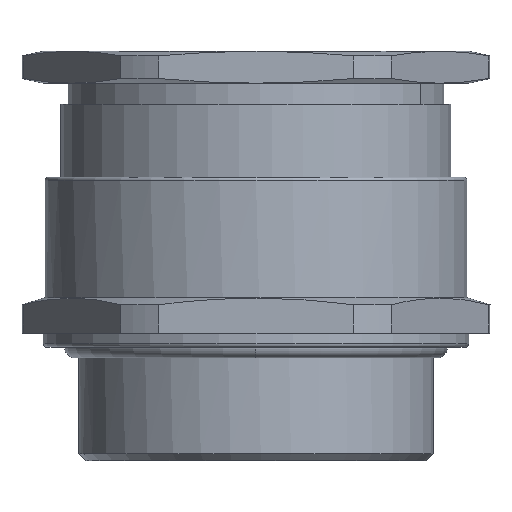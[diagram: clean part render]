
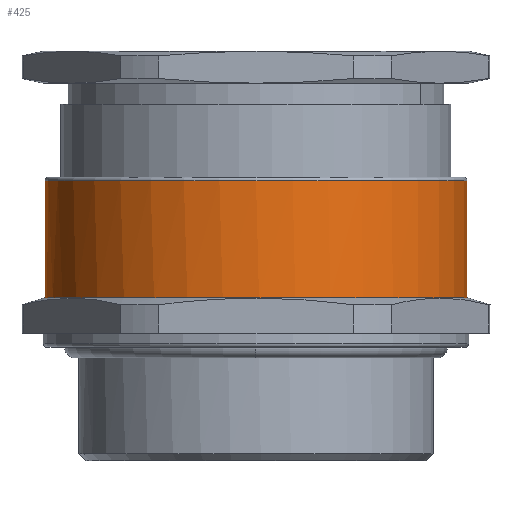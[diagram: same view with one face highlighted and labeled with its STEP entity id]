
A CAD part, left-side view. The second image highlights one B-rep face of the part: STEP entity #425.
In plain terms, the highlighted cylindrical face has radius 29.75 mm (diameter 59.5 mm), a partial arc.
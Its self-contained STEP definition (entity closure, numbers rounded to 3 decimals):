
#303=AXIS2_PLACEMENT_3D('Circle Axis2P3D',#301,#302,$) ;
#404=AXIS2_PLACEMENT_3D('Cylinder Axis2P3D',#401,#402,#403) ;
#408=AXIS2_PLACEMENT_3D('Circle Axis2P3D',#406,#407,$) ;
#415=AXIS2_PLACEMENT_3D('Circle Axis2P3D',#413,#414,$) ;
#257=CARTESIAN_POINT('Vertex',(30.,3.25,39.5)) ;
#281=CARTESIAN_POINT('Vertex',(30.,62.75,39.5)) ;
#301=CARTESIAN_POINT('Axis2P3D Location',(30.,33.,39.5)) ;
#366=CARTESIAN_POINT('Line Origine',(30.,3.25,31.5)) ;
#370=CARTESIAN_POINT('Vertex',(30.,3.25,23.)) ;
#384=CARTESIAN_POINT('Vertex',(30.,62.75,23.)) ;
#387=CARTESIAN_POINT('Line Origine',(30.,62.75,31.5)) ;
#401=CARTESIAN_POINT('Axis2P3D Location',(30.,33.,31.5)) ;
#406=CARTESIAN_POINT('Axis2P3D Location',(30.,33.,23.)) ;
#410=CARTESIAN_POINT('Vertex',(14.521,58.406,23.)) ;
#413=CARTESIAN_POINT('Axis2P3D Location',(30.,33.,23.)) ;
#302=DIRECTION('Axis2P3D Direction',(-0.,0.,-1.)) ;
#367=DIRECTION('Vector Direction',(0.,0.,1.)) ;
#388=DIRECTION('Vector Direction',(0.,0.,1.)) ;
#402=DIRECTION('Axis2P3D Direction',(0.,0.,1.)) ;
#403=DIRECTION('Axis2P3D XDirection',(0.,1.,0.)) ;
#407=DIRECTION('Axis2P3D Direction',(0.,0.,1.)) ;
#414=DIRECTION('Axis2P3D Direction',(0.,0.,1.)) ;
#368=VECTOR('Line Direction',#367,1.) ;
#389=VECTOR('Line Direction',#388,1.) ;
#419=ORIENTED_EDGE('',*,*,#391,.T.) ;
#420=ORIENTED_EDGE('',*,*,#412,.T.) ;
#421=ORIENTED_EDGE('',*,*,#417,.T.) ;
#422=ORIENTED_EDGE('',*,*,#372,.F.) ;
#423=ORIENTED_EDGE('',*,*,#305,.F.) ;
#425=ADVANCED_FACE('PartBody',(#424),#405,.T.) ;
#304=CIRCLE('generated circle',#303,29.75) ;
#409=CIRCLE('generated circle',#408,29.75) ;
#416=CIRCLE('generated circle',#415,29.75) ;
#405=CYLINDRICAL_SURFACE('generated cylinder',#404,29.75) ;
#305=EDGE_CURVE('',#282,#258,#304,.F.) ;
#372=EDGE_CURVE('',#258,#371,#369,.F.) ;
#391=EDGE_CURVE('',#282,#385,#390,.F.) ;
#412=EDGE_CURVE('',#385,#411,#409,.T.) ;
#417=EDGE_CURVE('',#411,#371,#416,.T.) ;
#418=EDGE_LOOP('',(#419,#420,#421,#422,#423)) ;
#424=FACE_OUTER_BOUND('',#418,.T.) ;
#369=LINE('Line',#366,#368) ;
#390=LINE('Line',#387,#389) ;
#258=VERTEX_POINT('',#257) ;
#282=VERTEX_POINT('',#281) ;
#371=VERTEX_POINT('',#370) ;
#385=VERTEX_POINT('',#384) ;
#411=VERTEX_POINT('',#410) ;
